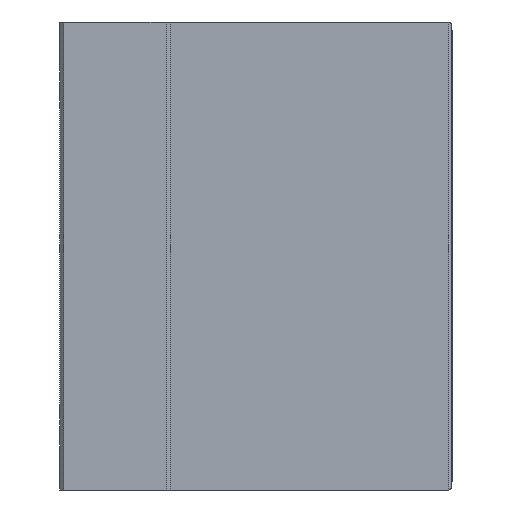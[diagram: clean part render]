
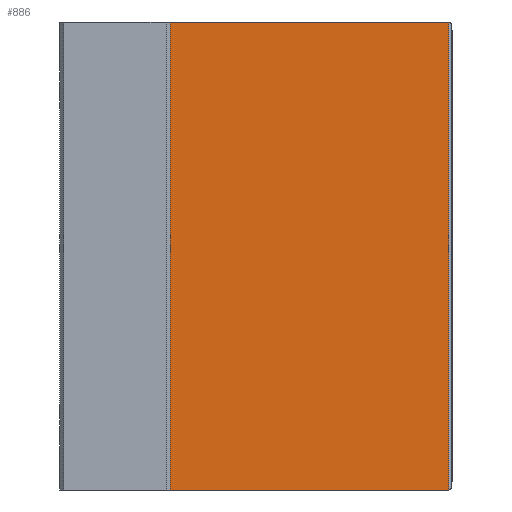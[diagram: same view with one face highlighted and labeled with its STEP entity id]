
A CAD part, left-side view. The second image highlights one B-rep face of the part: STEP entity #886.
In plain terms, the highlighted planar face has unit normal (-1, 0, 0).
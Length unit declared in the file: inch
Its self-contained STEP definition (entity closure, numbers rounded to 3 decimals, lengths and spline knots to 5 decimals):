
#30 = EDGE_CURVE ( 'NONE', #4851, #2234, #3261, .T. ) ;
#57 = DIRECTION ( 'NONE',  ( 0., -1., 0. ) ) ;
#99 = VERTEX_POINT ( 'NONE', #908 ) ;
#109 = PLANE ( 'NONE',  #5020 ) ;
#134 = VECTOR ( 'NONE', #1962, 39.37008 ) ;
#240 = CARTESIAN_POINT ( 'NONE',  ( -2.32283, 1.10236, 4.33071 ) ) ;
#565 = ORIENTED_EDGE ( 'NONE', *, *, #30, .F. ) ;
#869 = CARTESIAN_POINT ( 'NONE',  ( -2.32283, 1.06299, 0. ) ) ;
#886 = ADVANCED_FACE ( 'NONE', ( #4470 ), #109, .T. ) ;
#908 = CARTESIAN_POINT ( 'NONE',  ( -2.32283, -1.51575, 4.33071 ) ) ;
#918 = DIRECTION ( 'NONE',  ( 0., 0., -1. ) ) ;
#1475 = VECTOR ( 'NONE', #1892, 39.37008 ) ;
#1659 = CARTESIAN_POINT ( 'NONE',  ( -2.32283, 1.06299, 0. ) ) ;
#1892 = DIRECTION ( 'NONE',  ( 0., 1., 0. ) ) ;
#1962 = DIRECTION ( 'NONE',  ( 0., 1., 0. ) ) ;
#2033 = VECTOR ( 'NONE', #3169, 39.37008 ) ;
#2125 = DIRECTION ( 'NONE',  ( -1., 0., 0. ) ) ;
#2234 = VERTEX_POINT ( 'NONE', #1659 ) ;
#2263 = ORIENTED_EDGE ( 'NONE', *, *, #2628, .T. ) ;
#2271 = LINE ( 'NONE', #240, #1475 ) ;
#2628 = EDGE_CURVE ( 'NONE', #4810, #2234, #2933, .T. ) ;
#2679 = ORIENTED_EDGE ( 'NONE', *, *, #4217, .T. ) ;
#2886 = EDGE_CURVE ( 'NONE', #99, #4810, #2271, .T. ) ;
#2933 = LINE ( 'NONE', #869, #3430 ) ;
#2952 = CARTESIAN_POINT ( 'NONE',  ( -2.32283, 1.10236, 4.33071 ) ) ;
#2968 = ORIENTED_EDGE ( 'NONE', *, *, #2886, .T. ) ;
#3169 = DIRECTION ( 'NONE',  ( 0., 0., 1. ) ) ;
#3261 = LINE ( 'NONE', #4463, #134 ) ;
#3430 = VECTOR ( 'NONE', #918, 39.37008 ) ;
#3721 = CARTESIAN_POINT ( 'NONE',  ( -2.32283, -1.51575, 0. ) ) ;
#4177 = CARTESIAN_POINT ( 'NONE',  ( -2.32283, 1.06299, 4.33071 ) ) ;
#4182 = EDGE_LOOP ( 'NONE', ( #2968, #2263, #565, #2679 ) ) ;
#4217 = EDGE_CURVE ( 'NONE', #4851, #99, #4811, .T. ) ;
#4332 = CARTESIAN_POINT ( 'NONE',  ( -2.32283, -1.51575, 4.33071 ) ) ;
#4463 = CARTESIAN_POINT ( 'NONE',  ( -2.32283, 1.10236, 0. ) ) ;
#4470 = FACE_OUTER_BOUND ( 'NONE', #4182, .T. ) ;
#4810 = VERTEX_POINT ( 'NONE', #4177 ) ;
#4811 = LINE ( 'NONE', #4332, #2033 ) ;
#4851 = VERTEX_POINT ( 'NONE', #3721 ) ;
#5020 = AXIS2_PLACEMENT_3D ( 'NONE', #2952, #2125, #57 ) ;
